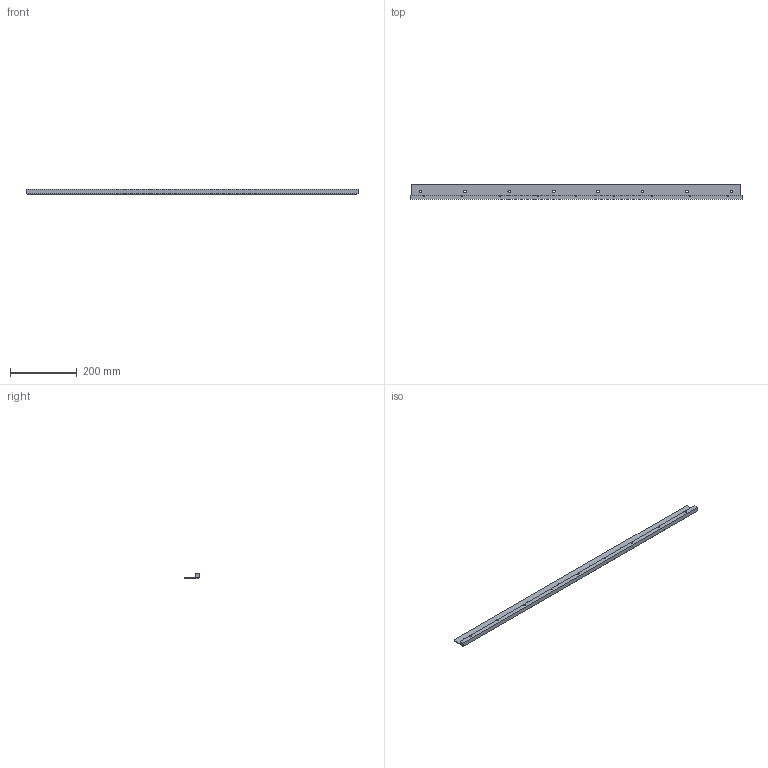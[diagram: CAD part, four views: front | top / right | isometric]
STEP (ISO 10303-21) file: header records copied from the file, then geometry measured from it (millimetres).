
FILE_DESCRIPTION (( 'STEP AP203' ), '1' );
FILE_NAME ('MGM-39-40_16.1.STEP', '2024-05-08T14:59:12', ( '' ), ( '' ), 'SwSTEP 2.0', 'SolidWorks 2020', '' );
FILE_SCHEMA (( 'CONFIG_CONTROL_DESIGN' ));
Length unit declared in the file: millimetre
Products named in the file (4): MGM-XX-BAR-40_39" Bar; MG-XX-ME-PRO_39"; MGM-39-40_16.1; Flathead Machine Screws, Torx Drive - Metric_FH-M5-10-TX
Assembly tree (11 placements, depth 2):
  MGM-39-40_16.1
    MG-XX-ME-PRO_39"
    MGM-XX-BAR-40_39" Bar
    Flathead Machine Screws, Torx Drive - Metric_FH-M5-10-TX  x9
Bounding box: 996.95 x 43.56 x 15.88 mm (x, y, z)
Volume: 284563.2 mm3; surface area: 140296.9 mm2
Topology: 11 solids, 11 shells, 365 faces, 885 edges, 551 vertices
Faces by surface type: cone 117, bspline 108, cylinder 92, plane 30, sphere 18
Entity records: 4693 total; most frequent: CARTESIAN_POINT 1064, DIRECTION 655, ORIENTED_EDGE 602, EDGE_CURVE 301, AXIS2_PLACEMENT_3D 268, VERTEX_POINT 191, EDGE_LOOP 170, CIRCLE 149
